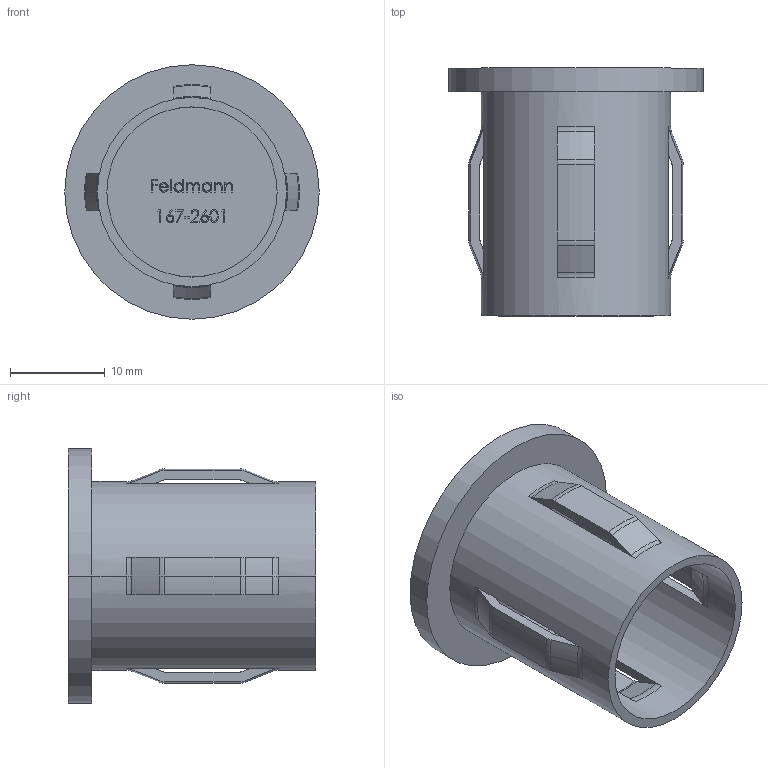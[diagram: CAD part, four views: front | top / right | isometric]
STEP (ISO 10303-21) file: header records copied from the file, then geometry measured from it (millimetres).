
FILE_DESCRIPTION (( 'STEP AP203' ), '1' );
FILE_NAME ('167-2601.step', '2020-11-04T13:19:40', ( '' ), ( '' ), 'SwSTEP 2.0', 'SolidWorks 2018', '' );
FILE_SCHEMA (( 'CONFIG_CONTROL_DESIGN' ));
Length unit declared in the file: millimetre
Products named in the file (2): 167-2601
Bounding box: 26.9 x 26.2 x 26.9 mm (x, y, z)
Volume: 2842.4 mm3; surface area: 4409.2 mm2
Topology: 1 solids, 1 shells, 287 faces, 791 edges, 518 vertices
Faces by surface type: plane 130, bspline 81, torus 40, cone 20, cylinder 16
Entity records: 13822 total; most frequent: CARTESIAN_POINT 7015, ORIENTED_EDGE 1582, DIRECTION 1041, EDGE_CURVE 791, VERTEX_POINT 518, VECTOR 409, LINE 409, AXIS2_PLACEMENT_3D 316
